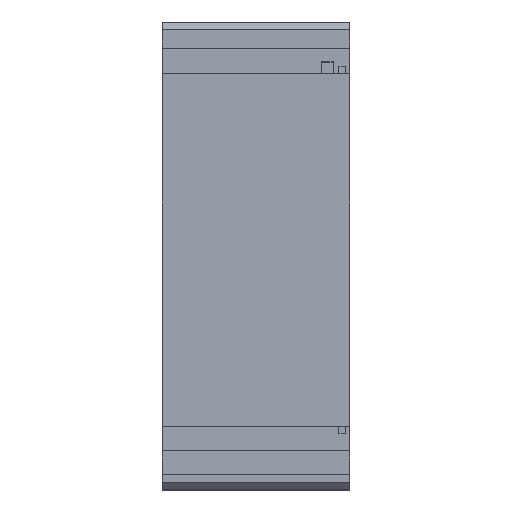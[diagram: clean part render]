
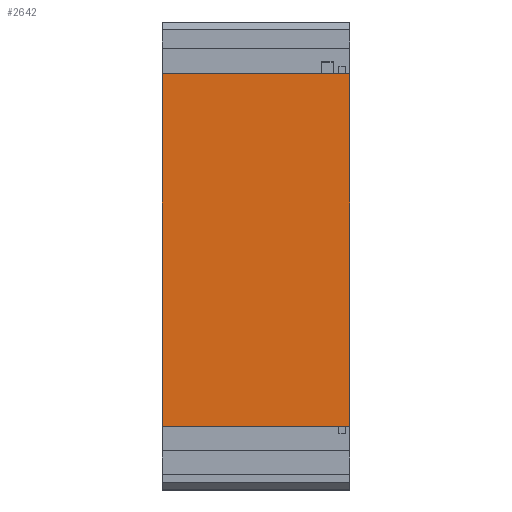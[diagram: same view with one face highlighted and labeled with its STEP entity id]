
A CAD part, top view. The second image highlights one B-rep face of the part: STEP entity #2642.
In plain terms, the highlighted planar face has unit normal (0, 0, 1).
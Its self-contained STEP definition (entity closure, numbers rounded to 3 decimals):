
#772=FACE_OUTER_BOUND($,#822,.T.);
#822=EDGE_LOOP($,(#2448,#2449,#2450,#2451));
#1000=LINE($,#4226,#1652);
#1001=LINE($,#4229,#1653);
#1002=LINE($,#4231,#1654);
#1003=LINE($,#4232,#1655);
#1652=VECTOR($,#3061,250.);
#1653=VECTOR($,#3064,469.);
#1654=VECTOR($,#3065,469.);
#1655=VECTOR($,#3066,250.);
#2190=VERTEX_POINT($,#4222);
#2191=VERTEX_POINT($,#4224);
#2192=VERTEX_POINT($,#4228);
#2193=VERTEX_POINT($,#4230);
#2284=EDGE_CURVE($,#2190,#2191,#1000,.T.);
#2285=EDGE_CURVE($,#2192,#2190,#1001,.T.);
#2286=EDGE_CURVE($,#2193,#2191,#1002,.T.);
#2287=EDGE_CURVE($,#2192,#2193,#1003,.T.);
#2448=ORIENTED_EDGE($,*,*,#2285,.T.);
#2449=ORIENTED_EDGE($,*,*,#2284,.T.);
#2450=ORIENTED_EDGE($,*,*,#2286,.F.);
#2451=ORIENTED_EDGE($,*,*,#2287,.F.);
#2594=PLANE($,#2725);
#2642=ADVANCED_FACE($,(#772),#2594,.T.);
#2725=AXIS2_PLACEMENT_3D($,#4227,#3062,#3063);
#3061=DIRECTION($,(-1.,0.,0.));
#3062=DIRECTION('center_axis',(0.,0.,
1.));
#3063=DIRECTION('ref_axis',(0.,1.,0.));
#3064=DIRECTION($,(0.,1.,0.));
#3065=DIRECTION($,(0.,1.,0.));
#3066=DIRECTION($,(-1.,0.,0.));
#4222=CARTESIAN_POINT('',(250.,242.,265.));
#4224=CARTESIAN_POINT('',(0.,242.,265.));
#4226=CARTESIAN_POINT($,(250.,242.,265.));
#4227=CARTESIAN_POINT('Origin',(250.,-227.,265.));
#4228=CARTESIAN_POINT('',(250.,-227.,265.));
#4229=CARTESIAN_POINT($,(250.,-227.,265.));
#4230=CARTESIAN_POINT('',(0.,-227.,265.));
#4231=CARTESIAN_POINT($,(0.,-227.,265.));
#4232=CARTESIAN_POINT($,(250.,-227.,265.));
